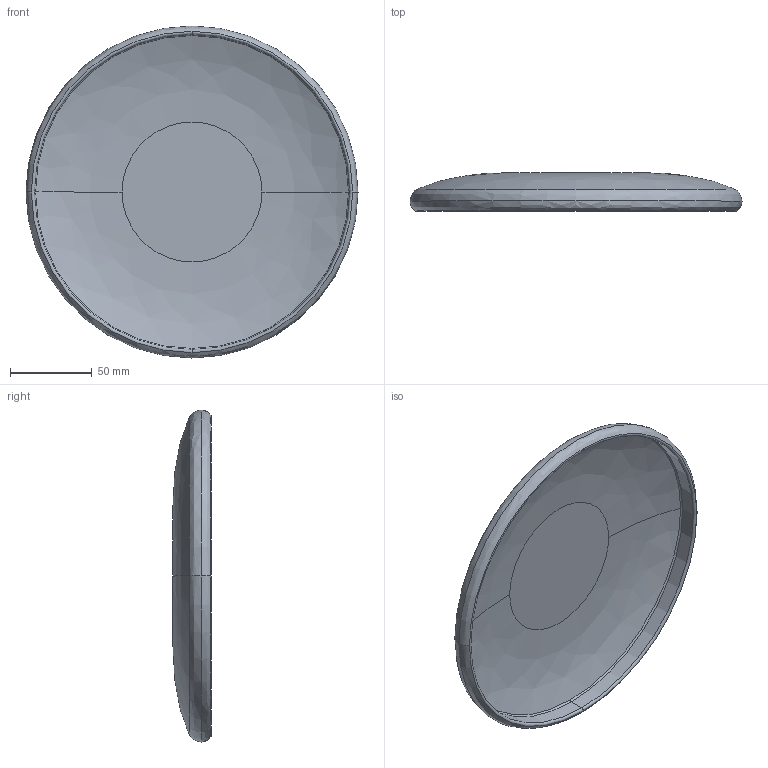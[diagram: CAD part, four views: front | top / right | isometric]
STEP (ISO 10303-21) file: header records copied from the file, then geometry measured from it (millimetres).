
FILE_DESCRIPTION (( 'STEP AP203' ), '1' );
FILE_NAME ('Frisbee.STEP', '2018-05-16T18:43:28', ( '' ), ( '' ), 'SwSTEP 2.0', 'SolidWorks 2017', '' );
FILE_SCHEMA (( 'CONFIG_CONTROL_DESIGN' ));
Length unit declared in the file: inch
Products named in the file (1): Frisbee
Bounding box: 203.2 x 23.39 x 203.2 mm (x, y, z)
Volume: 105862 mm3; surface area: 77932.3 mm2
Topology: 1 solids, 1 shells, 16 faces, 34 edges, 20 vertices
Faces by surface type: bspline 8, torus 4, cylinder 2, plane 2
Entity records: 605 total; most frequent: CARTESIAN_POINT 215, DIRECTION 68, ORIENTED_EDGE 68, EDGE_CURVE 34, AXIS2_PLACEMENT_3D 33, CIRCLE 24, VERTEX_POINT 20, ADVANCED_FACE 16
